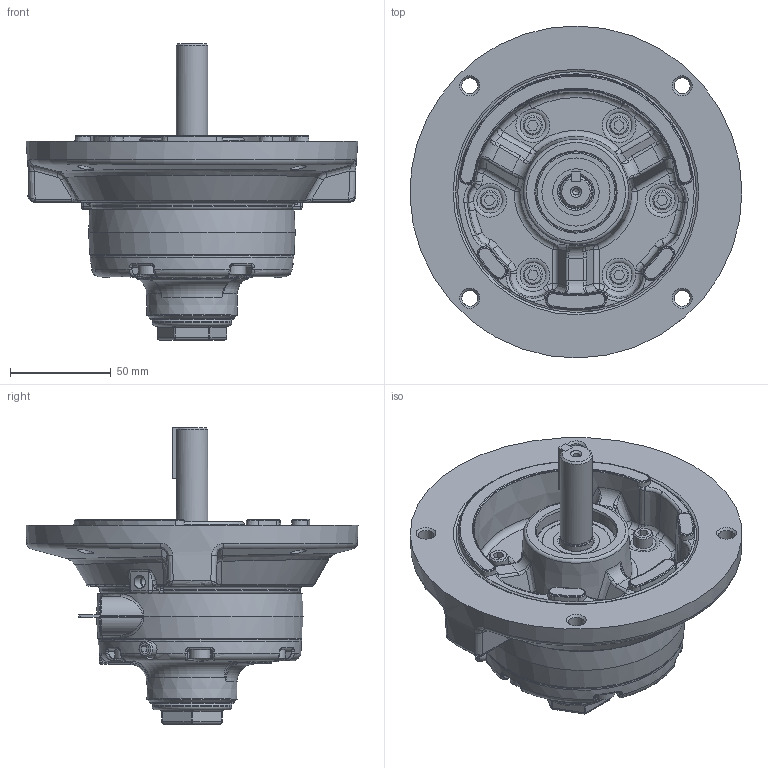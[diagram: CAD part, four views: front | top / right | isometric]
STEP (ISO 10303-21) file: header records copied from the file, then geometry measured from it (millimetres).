
FILE_DESCRIPTION (( 'STEP AP214' ), '1' );
FILE_NAME ('2AM-NCC-43A.STEP', '2025-05-05T13:28:27', ( '' ), ( '' ), 'SwSTEP 2.0', 'SolidWorks 2023', '' );
FILE_SCHEMA (( 'AUTOMOTIVE_DESIGN' ));
Length unit declared in the file: inch
Products named in the file (22): BB631; AM449A; AA13B; AA299J; AB519; BB634; B330; AE451A; AC721; AB136D; AG708; 2AM-NCC-43A; AA467; AM307D; 2AM-CF2; B2328
Assembly tree (25 placements, depth 3):
  AA299J
  AA13B
  2AM-NCC-43A
    2AM-CF2
      AA467
      AA13B
      AB519
      AC721
      AM307D
      AM449A
      B330
      B330
      BB631
      BB634  x4
      BB631  x4
      BB631
      BB634
      BB634
      AG708
    AB136D
    AE451A  x2
  B2328
Bounding box: 165.05 x 165.09 x 147.47 mm (x, y, z)
Volume: 517934.4 mm3; surface area: 155997.3 mm2
Topology: 26 solids, 26 shells, 1096 faces, 2635 edges, 1590 vertices
Faces by surface type: plane 300, cylinder 258, bspline 236, cone 146, torus 126, sphere 30
Full cylindrical faces by diameter (mm): 3.175 x1, 5.309 x1, 5.334 x1, 5.41 x6, 6.147 x1, 6.35 x13, 7.112 x7, 7.137 x8, 7.874 x6, 7.925 x3, 8.357 x2, 9.525 x6, 10.516 x6, 10.541 x2, 11.176 x2, 15.469 x2, 15.869 x2, 16.688 x1, 16.996 x1, 23.092 x1, 31.242 x1, 31.75 x1, 33.274 x2, 33.899 x1, 39.624 x1, 39.995 x1, 40 x1, 40.02 x1, 41.275 x1, 44.32 x2
Entity records: 38577 total; most frequent: CARTESIAN_POINT 17519, ORIENTED_EDGE 4094, DIRECTION 3929, EDGE_CURVE 2047, AXIS2_PLACEMENT_3D 1742, VERTEX_POINT 1287, EDGE_LOOP 1208, FACE_OUTER_BOUND 1047
